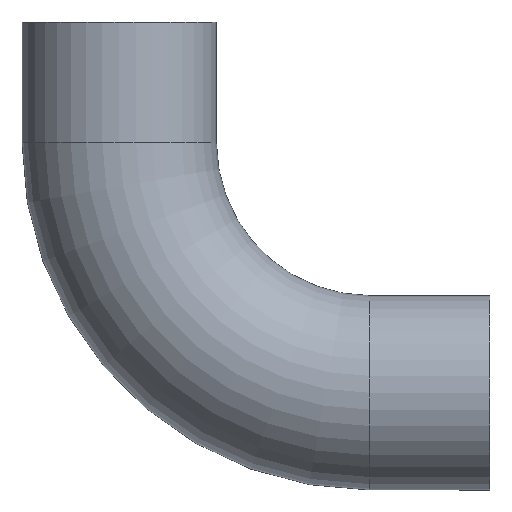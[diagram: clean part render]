
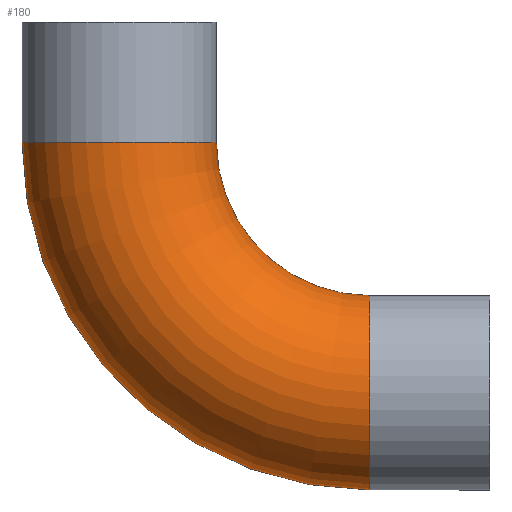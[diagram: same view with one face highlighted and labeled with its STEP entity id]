
A CAD part, front view. The second image highlights one B-rep face of the part: STEP entity #180.
In plain terms, the highlighted toroidal (fillet/blend) face has major radius 114.5 mm and minor radius 44.45 mm.
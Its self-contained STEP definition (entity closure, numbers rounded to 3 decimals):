
#14 = DIRECTION ( 'NONE',  ( 0., 1., 0. ) ) ;
#45 = DIRECTION ( 'NONE',  ( 0., 1., 0. ) ) ;
#64 = EDGE_CURVE ( 'NONE', #231, #448, #290, .T. ) ;
#84 = DIRECTION ( 'NONE',  ( 0., 0., 1. ) ) ;
#88 = AXIS2_PLACEMENT_3D ( 'NONE', #182, #45, #185 ) ;
#105 = DIRECTION ( 'NONE',  ( -1., 0., 0. ) ) ;
#122 = ORIENTED_EDGE ( 'NONE', *, *, #255, .F. ) ;
#139 = EDGE_LOOP ( 'NONE', ( #172, #395, #379, #122 ) ) ;
#167 = CIRCLE ( 'NONE', #284, 158.95 ) ;
#169 = CARTESIAN_POINT ( 'NONE',  ( 0., 0., -158.95 ) ) ;
#172 = ORIENTED_EDGE ( 'NONE', *, *, #307, .F. ) ;
#180 = ADVANCED_FACE ( 'NONE', ( #186 ), #243, .T. ) ;
#181 = CARTESIAN_POINT ( 'NONE',  ( 0., 0., -114.5 ) ) ;
#182 = CARTESIAN_POINT ( 'NONE',  ( 0., 0., 0. ) ) ;
#185 = DIRECTION ( 'NONE',  ( 0., 0., 1. ) ) ;
#186 = FACE_OUTER_BOUND ( 'NONE', #139, .T. ) ;
#201 = DIRECTION ( 'NONE',  ( 0., 1., 0. ) ) ;
#204 = DIRECTION ( 'NONE',  ( 1., 0., 0. ) ) ;
#212 = CIRCLE ( 'NONE', #428, 44.45 ) ;
#214 = CARTESIAN_POINT ( 'NONE',  ( -70.05, 0., 0. ) ) ;
#231 = VERTEX_POINT ( 'NONE', #376 ) ;
#243 = TOROIDAL_SURFACE ( 'NONE', #364, 114.5, 44.45 ) ;
#244 = CARTESIAN_POINT ( 'NONE',  ( -158.95, 0., 0. ) ) ;
#255 = EDGE_CURVE ( 'NONE', #363, #448, #268, .T. ) ;
#268 = CIRCLE ( 'NONE', #309, 44.45 ) ;
#284 = AXIS2_PLACEMENT_3D ( 'NONE', #378, #201, #383 ) ;
#290 = CIRCLE ( 'NONE', #88, 70.05 ) ;
#302 = CARTESIAN_POINT ( 'NONE',  ( 0., 0., 0. ) ) ;
#307 = EDGE_CURVE ( 'NONE', #313, #363, #167, .T. ) ;
#309 = AXIS2_PLACEMENT_3D ( 'NONE', #354, #414, #204 ) ;
#313 = VERTEX_POINT ( 'NONE', #169 ) ;
#354 = CARTESIAN_POINT ( 'NONE',  ( -114.5, 0., 0. ) ) ;
#363 = VERTEX_POINT ( 'NONE', #244 ) ;
#364 = AXIS2_PLACEMENT_3D ( 'NONE', #302, #14, #84 ) ;
#376 = CARTESIAN_POINT ( 'NONE',  ( 0., 0., -70.05 ) ) ;
#378 = CARTESIAN_POINT ( 'NONE',  ( 0., 0., 0. ) ) ;
#379 = ORIENTED_EDGE ( 'NONE', *, *, #64, .T. ) ;
#383 = DIRECTION ( 'NONE',  ( 0., 0., 1. ) ) ;
#390 = DIRECTION ( 'NONE',  ( 0., 0., 1. ) ) ;
#395 = ORIENTED_EDGE ( 'NONE', *, *, #420, .T. ) ;
#414 = DIRECTION ( 'NONE',  ( 0., 0., 1. ) ) ;
#420 = EDGE_CURVE ( 'NONE', #313, #231, #212, .T. ) ;
#428 = AXIS2_PLACEMENT_3D ( 'NONE', #181, #105, #390 ) ;
#448 = VERTEX_POINT ( 'NONE', #214 ) ;
